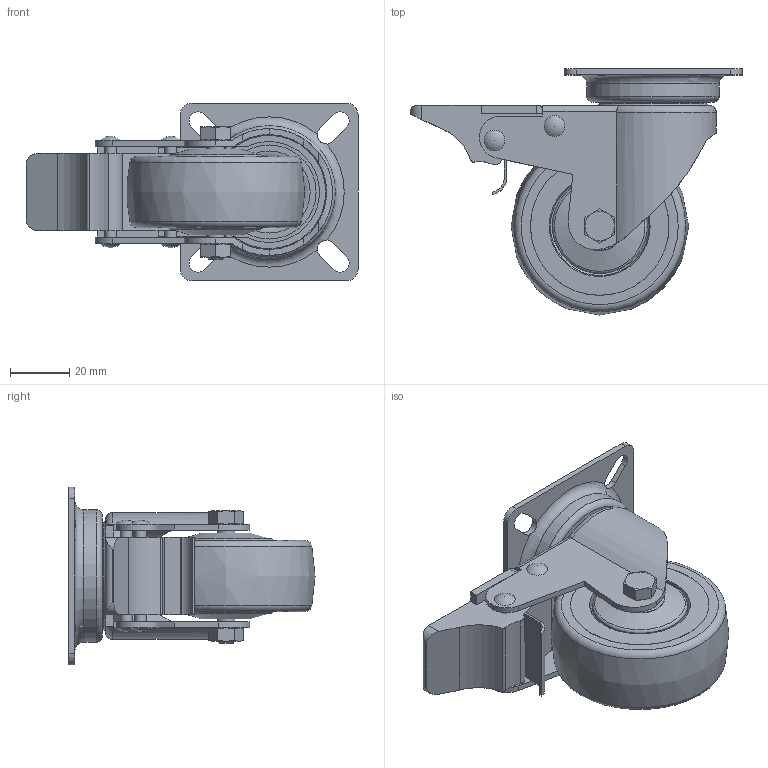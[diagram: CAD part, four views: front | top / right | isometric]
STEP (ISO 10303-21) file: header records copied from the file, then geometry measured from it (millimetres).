
FILE_DESCRIPTION(/* description */ ('RUOTA D.60 GIREV. C/P C/F'),/* implementation_level */ '2;1');
FILE_NAME(/* name */ 'CRUST0000179.stp',/* time_stamp */ '2025-02-10T16:52:22+01:00',/* author */ ('tecnico5'),/* organization */ ('CADENAS'),/* preprocessor_version */ 'ST-DEVELOPER v20',/* originating_system */ 'Autodesk Inventor 2022',/* authorisation */ ' ');
FILE_SCHEMA (('AUTOMOTIVE_DESIGN { 1 0 10303 214 3 1 1 }'));
Length unit declared in the file: millimetre
Products named in the file (8): CRUST0000179; 440000025285; 440000025284; 440000025283; 440000025282; 440000025281; 440000025280; 440000025279
Assembly tree (8 placements, depth 2):
  CRUST0000179
    440000025285
    440000025284  x2
    440000025283
    440000025282
    440000025281
    440000025280
    440000025279
Bounding box: 112 x 83 x 60 mm (x, y, z)
Volume: 108107.6 mm3; surface area: 49351.4 mm2
Topology: 8 solids, 9 shells, 247 faces, 594 edges, 376 vertices
Faces by surface type: plane 99, cylinder 77, cone 37, torus 29, sphere 4, bspline 1
Full cylindrical faces by diameter (mm): 4 x2, 4.917 x1, 5.9 x1, 6 x5, 7.9 x1, 8 x3, 10.02 x1, 28 x1, 31 x2, 31.72 x1, 32 x2, 34 x1, 34.003 x2, 38.8 x1, 39.72 x1, 40.72 x1, 44.72 x1, 46.703 x2, 46.743 x2
Entity records: 7729 total; most frequent: CARTESIAN_POINT 1751, DIRECTION 1241, ORIENTED_EDGE 1142, EDGE_CURVE 571, AXIS2_PLACEMENT_3D 505, VERTEX_POINT 365, EDGE_LOOP 276, CIRCLE 247
